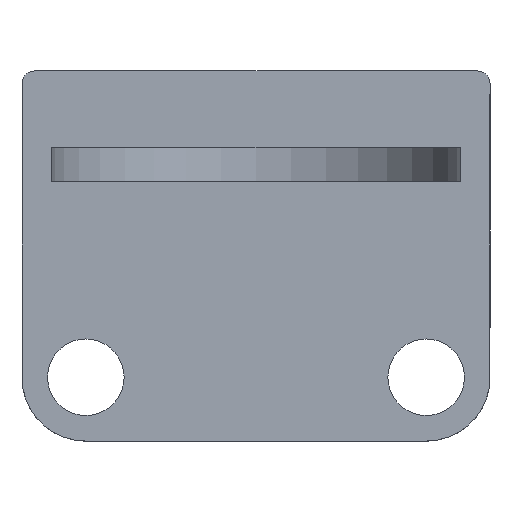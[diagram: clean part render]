
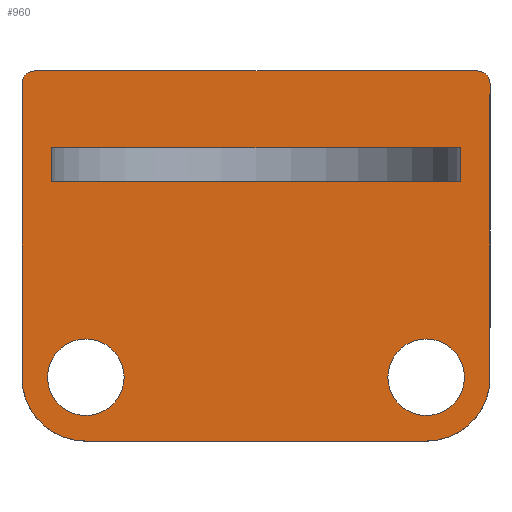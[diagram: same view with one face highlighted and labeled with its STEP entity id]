
A CAD part, left-side view. The second image highlights one B-rep face of the part: STEP entity #960.
In plain terms, the highlighted planar face has unit normal (-1, 0, 0).
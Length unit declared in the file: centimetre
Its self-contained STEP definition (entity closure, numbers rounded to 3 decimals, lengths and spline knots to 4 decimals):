
#108=PLANE('',#415);
#131=VECTOR('',#275,1.);
#132=VECTOR('',#281,1.);
#133=VECTOR('',#282,1.);
#134=VECTOR('',#283,1.);
#135=VECTOR('',#284,1.);
#136=VECTOR('',#285,1.);
#137=VECTOR('',#286,1.);
#138=VECTOR('',#289,1.);
#171=LINE('',#1323,#131);
#172=LINE('',#1329,#132);
#173=LINE('',#1332,#133);
#174=LINE('',#1334,#134);
#175=LINE('',#1336,#135);
#176=LINE('',#1337,#136);
#177=LINE('',#1338,#137);
#178=LINE('',#1342,#138);
#243=DIRECTION('',(-1.,0.,0.));
#244=DIRECTION('',(0.,0.,0.75));
#253=DIRECTION('',(1.,0.,0.));
#254=DIRECTION('',(0.,0.106,0.106));
#268=DIRECTION('',(1.,0.,0.));
#269=DIRECTION('',(0.,-0.106,0.106));
#275=DIRECTION('',(0.,-1.,0.));
#276=DIRECTION('',(-1.,0.,0.));
#277=DIRECTION('',(1.,0.,0.));
#278=DIRECTION('',(0.,0.,0.45));
#279=DIRECTION('',(1.,0.,0.));
#280=DIRECTION('',(0.,0.,0.45));
#281=DIRECTION('',(0.,0.,1.));
#282=DIRECTION('',(0.,-1.,0.));
#283=DIRECTION('',(0.,0.,-1.));
#284=DIRECTION('',(0.,1.,0.));
#285=DIRECTION('',(0.,0.,-1.));
#286=DIRECTION('',(0.,-1.,0.));
#287=DIRECTION('',(-1.,0.,0.));
#288=DIRECTION('',(0.,0.,0.75));
#289=DIRECTION('',(0.,0.,-1.));
#401=AXIS2_PLACEMENT_3D('',#1290,#243,#244);
#405=AXIS2_PLACEMENT_3D('',#1300,#253,#254);
#412=AXIS2_PLACEMENT_3D('',#1315,#268,#269);
#415=AXIS2_PLACEMENT_3D('',#1324,#276,$);
#416=AXIS2_PLACEMENT_3D('',#1325,#277,#278);
#417=AXIS2_PLACEMENT_3D('',#1327,#279,#280);
#418=AXIS2_PLACEMENT_3D('',#1340,#287,#288);
#471=CIRCLE('',#401,0.75);
#473=CIRCLE('',#405,0.15);
#478=CIRCLE('',#412,0.15);
#480=CIRCLE('',#416,0.45);
#481=CIRCLE('',#417,0.45);
#482=CIRCLE('',#418,0.75);
#511=VERTEX_POINT('',#1289);
#512=VERTEX_POINT('',#1291);
#515=VERTEX_POINT('',#1301);
#516=VERTEX_POINT('',#1302);
#521=VERTEX_POINT('',#1316);
#522=VERTEX_POINT('',#1317);
#524=VERTEX_POINT('',#1326);
#525=VERTEX_POINT('',#1328);
#526=VERTEX_POINT('',#1330);
#527=VERTEX_POINT('',#1331);
#528=VERTEX_POINT('',#1333);
#529=VERTEX_POINT('',#1335);
#530=VERTEX_POINT('',#1339);
#531=VERTEX_POINT('',#1341);
#584=EDGE_CURVE('',#512,#511,#471,.T.);
#589=EDGE_CURVE('',#515,#516,#473,.T.);
#596=EDGE_CURVE('',#521,#522,#478,.T.);
#600=EDGE_CURVE('',#516,#521,#171,.T.);
#601=EDGE_CURVE('',#524,#524,#480,.T.);
#602=EDGE_CURVE('',#525,#525,#481,.T.);
#603=EDGE_CURVE('',#526,#527,#172,.T.);
#604=EDGE_CURVE('',#527,#528,#173,.T.);
#605=EDGE_CURVE('',#528,#529,#174,.T.);
#606=EDGE_CURVE('',#529,#526,#175,.T.);
#607=EDGE_CURVE('',#515,#512,#176,.T.);
#608=EDGE_CURVE('',#511,#530,#177,.T.);
#609=EDGE_CURVE('',#530,#531,#482,.T.);
#610=EDGE_CURVE('',#522,#531,#178,.T.);
#702=ORIENTED_EDGE('',*,*,#601,.T.);
#703=ORIENTED_EDGE('',*,*,#602,.T.);
#704=ORIENTED_EDGE('',*,*,#603,.T.);
#705=ORIENTED_EDGE('',*,*,#604,.T.);
#706=ORIENTED_EDGE('',*,*,#605,.T.);
#707=ORIENTED_EDGE('',*,*,#606,.T.);
#708=ORIENTED_EDGE('',*,*,#596,.F.);
#709=ORIENTED_EDGE('',*,*,#600,.F.);
#710=ORIENTED_EDGE('',*,*,#589,.F.);
#711=ORIENTED_EDGE('',*,*,#607,.T.);
#712=ORIENTED_EDGE('',*,*,#584,.T.);
#713=ORIENTED_EDGE('',*,*,#608,.T.);
#714=ORIENTED_EDGE('',*,*,#609,.T.);
#715=ORIENTED_EDGE('',*,*,#610,.F.);
#845=EDGE_LOOP('',(#702));
#846=EDGE_LOOP('',(#703));
#847=EDGE_LOOP('',(#704,#705,#706,#707));
#848=EDGE_LOOP('',(#708,#709,#710,#711,#712,#713,#714,#715));
#903=FACE_BOUND('',#845,.T.);
#904=FACE_BOUND('',#846,.T.);
#905=FACE_BOUND('',#847,.T.);
#906=FACE_BOUND('',#848,.T.);
#960=ADVANCED_FACE('',(#903,#904,#905,#906),#108,.T.);
#1289=CARTESIAN_POINT('',(4.78,1.01,1.1));
#1290=CARTESIAN_POINT('',(4.78,1.01,1.85));
#1291=CARTESIAN_POINT('',(4.78,1.76,1.85));
#1300=CARTESIAN_POINT('',(4.78,1.61,5.3));
#1301=CARTESIAN_POINT('',(4.78,1.76,5.3));
#1302=CARTESIAN_POINT('',(4.78,1.61,5.45));
#1315=CARTESIAN_POINT('',(4.78,-3.59,5.3));
#1316=CARTESIAN_POINT('',(4.78,-3.59,5.45));
#1317=CARTESIAN_POINT('',(4.78,-3.74,5.3));
#1323=CARTESIAN_POINT('',(4.78,1.76,5.45));
#1324=CARTESIAN_POINT('',(4.78,-2.99,5.45));
#1325=CARTESIAN_POINT('',(4.78,-2.99,1.85));
#1326=CARTESIAN_POINT('',(4.78,-2.99,2.3));
#1327=CARTESIAN_POINT('',(4.78,1.01,1.85));
#1328=CARTESIAN_POINT('',(4.78,1.01,2.3));
#1329=CARTESIAN_POINT('',(4.78,1.41,4.8));
#1330=CARTESIAN_POINT('',(4.78,1.41,4.15));
#1331=CARTESIAN_POINT('',(4.78,1.41,4.55));
#1332=CARTESIAN_POINT('',(4.78,-1.99,4.55));
#1333=CARTESIAN_POINT('',(4.78,-3.39,4.55));
#1334=CARTESIAN_POINT('',(4.78,-3.39,4.8));
#1335=CARTESIAN_POINT('',(4.78,-3.39,4.15));
#1336=CARTESIAN_POINT('',(4.78,-1.99,4.15));
#1337=CARTESIAN_POINT('',(4.78,1.76,5.45));
#1338=CARTESIAN_POINT('',(4.78,1.76,1.1));
#1339=CARTESIAN_POINT('',(4.78,-2.99,1.1));
#1340=CARTESIAN_POINT('',(4.78,-2.99,1.85));
#1341=CARTESIAN_POINT('',(4.78,-3.74,1.85));
#1342=CARTESIAN_POINT('',(4.78,-3.74,5.45));
